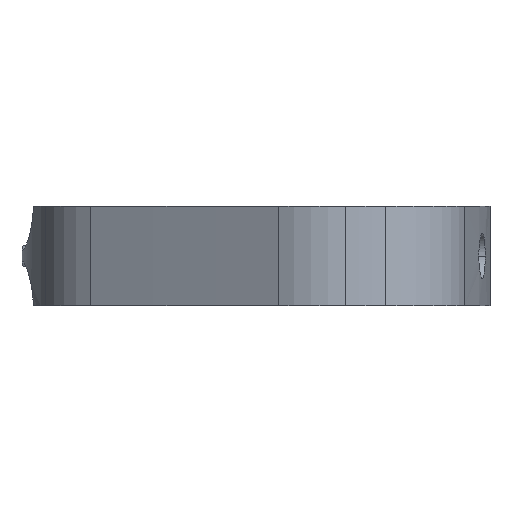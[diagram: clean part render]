
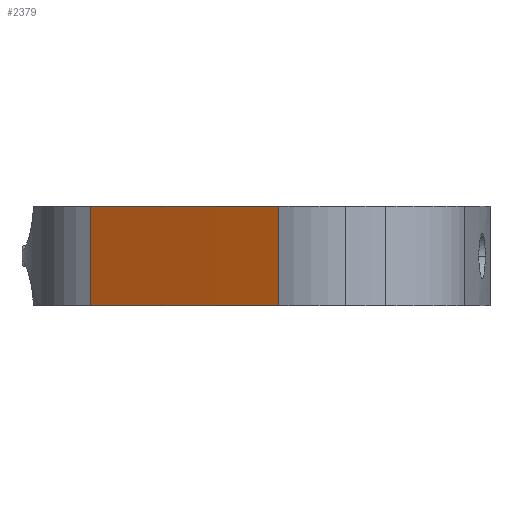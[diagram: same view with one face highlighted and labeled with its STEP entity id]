
A CAD part, front view. The second image highlights one B-rep face of the part: STEP entity #2379.
In plain terms, the highlighted cylindrical face has radius 623.033 mm (diameter 1246.07 mm), a partial arc.
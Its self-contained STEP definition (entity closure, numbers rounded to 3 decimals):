
#38 = DIRECTION ( 'NONE',  ( 0., 0., 1. ) ) ;
#42 = EDGE_CURVE ( 'NONE', #2416, #61, #1650, .T. ) ;
#61 = VERTEX_POINT ( 'NONE', #2295 ) ;
#89 = AXIS2_PLACEMENT_3D ( 'NONE', #363, #38, #603 ) ;
#94 = AXIS2_PLACEMENT_3D ( 'NONE', #1173, #3148, #1453 ) ;
#363 = CARTESIAN_POINT ( 'NONE',  ( 300.016, 519.643, 10. ) ) ;
#411 = CARTESIAN_POINT ( 'NONE',  ( 300.016, 519.643, 19. ) ) ;
#603 = DIRECTION ( 'NONE',  ( -1., 0., 0. ) ) ;
#686 = CARTESIAN_POINT ( 'NONE',  ( -19.93, -14.963, 19. ) ) ;
#825 = VERTEX_POINT ( 'NONE', #2432 ) ;
#879 = ORIENTED_EDGE ( 'NONE', *, *, #1814, .T. ) ;
#976 = LINE ( 'NONE', #1268, #1321 ) ;
#985 = DIRECTION ( 'NONE',  ( 0., 0., -1. ) ) ;
#1173 = CARTESIAN_POINT ( 'NONE',  ( 300.016, 519.643, -0.617 ) ) ;
#1208 = CARTESIAN_POINT ( 'NONE',  ( -19.93, -14.963, 10. ) ) ;
#1268 = CARTESIAN_POINT ( 'NONE',  ( -2.993, -24.742, -0.617 ) ) ;
#1321 = VECTOR ( 'NONE', #2125, 1000. ) ;
#1453 = DIRECTION ( 'NONE',  ( 1., 0., 0. ) ) ;
#1457 = DIRECTION ( 'NONE',  ( 0., 0., 1. ) ) ;
#1488 = CIRCLE ( 'NONE', #1828, 623.033 ) ;
#1528 = LINE ( 'NONE', #2298, #2233 ) ;
#1650 = CIRCLE ( 'NONE', #89, 623.033 ) ;
#1814 = EDGE_CURVE ( 'NONE', #3570, #2416, #1528, .T. ) ;
#1828 = AXIS2_PLACEMENT_3D ( 'NONE', #411, #1457, #3428 ) ;
#1898 = ORIENTED_EDGE ( 'NONE', *, *, #42, .T. ) ;
#2125 = DIRECTION ( 'NONE',  ( 0., 0., 1. ) ) ;
#2187 = EDGE_CURVE ( 'NONE', #3570, #825, #1488, .T. ) ;
#2233 = VECTOR ( 'NONE', #985, 1000. ) ;
#2295 = CARTESIAN_POINT ( 'NONE',  ( -2.993, -24.742, 10. ) ) ;
#2298 = CARTESIAN_POINT ( 'NONE',  ( -19.93, -14.963, -0.617 ) ) ;
#2379 = ADVANCED_FACE ( 'NONE', ( #3128 ), #2552, .T. ) ;
#2416 = VERTEX_POINT ( 'NONE', #1208 ) ;
#2432 = CARTESIAN_POINT ( 'NONE',  ( -2.993, -24.742, 19. ) ) ;
#2552 = CYLINDRICAL_SURFACE ( 'NONE', #94, 623.033 ) ;
#2633 = EDGE_CURVE ( 'NONE', #61, #825, #976, .T. ) ;
#2728 = EDGE_LOOP ( 'NONE', ( #3081, #879, #1898, #2939 ) ) ;
#2939 = ORIENTED_EDGE ( 'NONE', *, *, #2633, .T. ) ;
#3081 = ORIENTED_EDGE ( 'NONE', *, *, #2187, .F. ) ;
#3128 = FACE_OUTER_BOUND ( 'NONE', #2728, .T. ) ;
#3148 = DIRECTION ( 'NONE',  ( 0., 0., 1. ) ) ;
#3428 = DIRECTION ( 'NONE',  ( -1., 0., 0. ) ) ;
#3570 = VERTEX_POINT ( 'NONE', #686 ) ;
